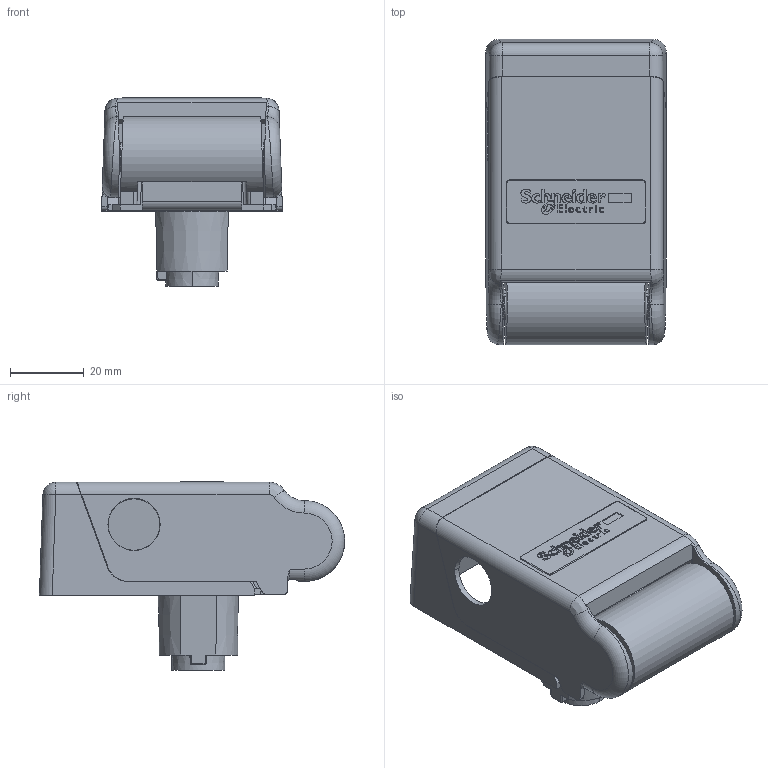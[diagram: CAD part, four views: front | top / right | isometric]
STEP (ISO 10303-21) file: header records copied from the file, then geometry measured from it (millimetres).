
FILE_DESCRIPTION((''),'2;1');
FILE_NAME('NSYAEDLDINS3D-3D-SIMPLIFIED_ASM','2021-12-02T16:55:33',('SESA6369'),('Schneider-Electric'),'CREO PARAMETRIC BY PTC INC, 2019471','CREO PARAMETRIC BY PTC INC, 2019471','');
FILE_SCHEMA(('AP242_MANAGED_MODEL_BASED_3D_ENGINEERING_MIM_LF { 1 0 10303 442 1 1 4 }'));
Length unit declared in the file: millimetre
Products named in the file (2): C054296900; NSYAEDLDINS3D-3D-SIMPLIFIED_ASM
Assembly tree (1 placements, depth 2):
  NSYAEDLDINS3D-3D-SIMPLIFIED_ASM
    C054296900
Bounding box: 49.24 x 83.06 x 51.4 mm (x, y, z)
Volume: 36199 mm3; surface area: 34731.3 mm2
Topology: 1 solids, 1 shells, 746 faces, 1919 edges, 1210 vertices
Faces by surface type: plane 322, cylinder 219, extrusion 71, bspline 44, torus 43, sphere 26, cone 21
Entity records: 60358 total; most frequent: CARTESIAN_POINT 36726, ORIENTED_EDGE 3838, DIRECTION 3107, EDGE_CURVE 1919, VERTEX_POINT 1210, VECTOR 1167, LINE 1096, AXIS2_PLACEMENT_3D 970
